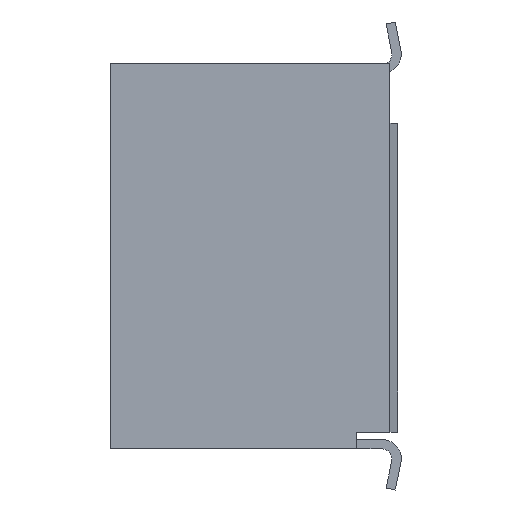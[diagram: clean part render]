
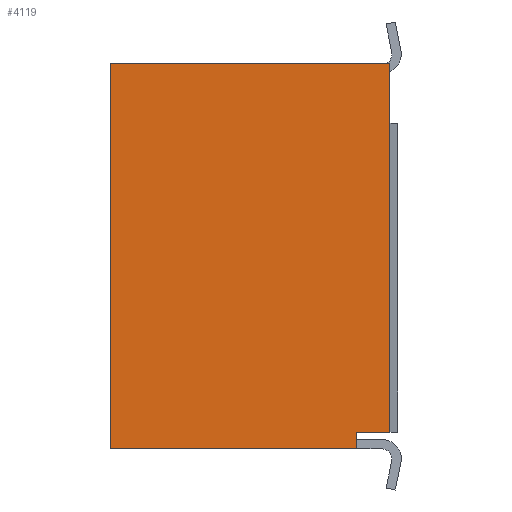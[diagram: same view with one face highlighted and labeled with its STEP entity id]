
A CAD part, left-side view. The second image highlights one B-rep face of the part: STEP entity #4119.
In plain terms, the highlighted planar face has unit normal (-1, 0, 0).
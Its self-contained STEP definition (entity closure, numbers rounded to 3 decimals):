
#72=DIRECTION('',(0.,-1.,0.));
#73=VECTOR('',#72,5.88);
#74=CARTESIAN_POINT('',(-5.08,3.023,0.));
#75=LINE('',#74,#73);
#76=DIRECTION('',(0.,0.,-1.));
#77=VECTOR('',#76,7.772);
#78=CARTESIAN_POINT('',(-5.08,-2.858,0.));
#79=LINE('',#78,#77);
#80=DIRECTION('',(0.,1.,0.));
#81=VECTOR('',#80,0.699);
#82=CARTESIAN_POINT('',(-5.08,-2.858,-7.772));
#83=LINE('',#82,#81);
#84=DIRECTION('',(0.,0.,-1.));
#85=VECTOR('',#84,0.356);
#86=CARTESIAN_POINT('',(-5.08,-2.159,-7.772));
#87=LINE('',#86,#85);
#88=DIRECTION('',(0.,1.,0.));
#89=VECTOR('',#88,5.182);
#90=CARTESIAN_POINT('',(-5.08,-2.159,-8.128));
#91=LINE('',#90,#89);
#92=DIRECTION('',(0.,0.,1.));
#93=VECTOR('',#92,8.128);
#94=CARTESIAN_POINT('',(-5.08,3.023,-8.128));
#95=LINE('',#94,#93);
#3124=CARTESIAN_POINT('',(-5.08,3.023,0.));
#3125=CARTESIAN_POINT('',(-5.08,-2.858,0.));
#3126=VERTEX_POINT('',#3124);
#3127=VERTEX_POINT('',#3125);
#3128=CARTESIAN_POINT('',(-5.08,-2.858,-7.772));
#3129=VERTEX_POINT('',#3128);
#3130=CARTESIAN_POINT('',(-5.08,-2.159,-7.772));
#3131=VERTEX_POINT('',#3130);
#3132=CARTESIAN_POINT('',(-5.08,-2.159,-8.128));
#3133=VERTEX_POINT('',#3132);
#3134=CARTESIAN_POINT('',(-5.08,3.023,-8.128));
#3135=VERTEX_POINT('',#3134);
#4100=CARTESIAN_POINT('',(-5.08,0.,0.));
#4101=DIRECTION('',(1.,0.,0.));
#4102=DIRECTION('',(0.,-1.,0.));
#4103=AXIS2_PLACEMENT_3D('',#4100,#4101,#4102);
#4104=PLANE('',#4103);
#4106=ORIENTED_EDGE('',*,*,#4105,.T.);
#4108=ORIENTED_EDGE('',*,*,#4107,.T.);
#4110=ORIENTED_EDGE('',*,*,#4109,.T.);
#4112=ORIENTED_EDGE('',*,*,#4111,.T.);
#4114=ORIENTED_EDGE('',*,*,#4113,.T.);
#4116=ORIENTED_EDGE('',*,*,#4115,.T.);
#4117=EDGE_LOOP('',(#4106,#4108,#4110,#4112,#4114,#4116));
#4118=FACE_OUTER_BOUND('',#4117,.F.);
#4119=ADVANCED_FACE('',(#4118),#4104,.F.);
#4105=EDGE_CURVE('',#3126,#3127,#75,.T.);
#4107=EDGE_CURVE('',#3127,#3129,#79,.T.);
#4109=EDGE_CURVE('',#3129,#3131,#83,.T.);
#4111=EDGE_CURVE('',#3131,#3133,#87,.T.);
#4113=EDGE_CURVE('',#3133,#3135,#91,.T.);
#4115=EDGE_CURVE('',#3135,#3126,#95,.T.);
